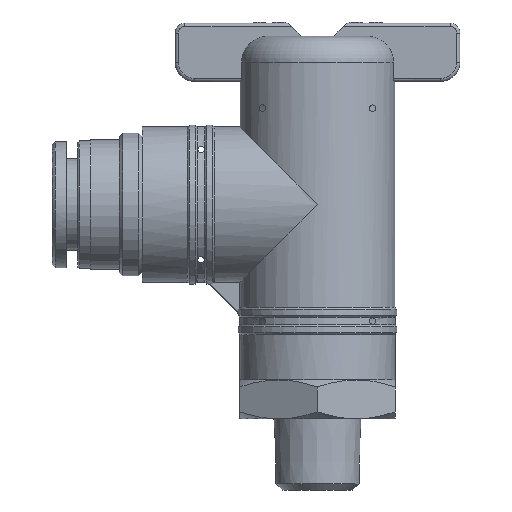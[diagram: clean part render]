
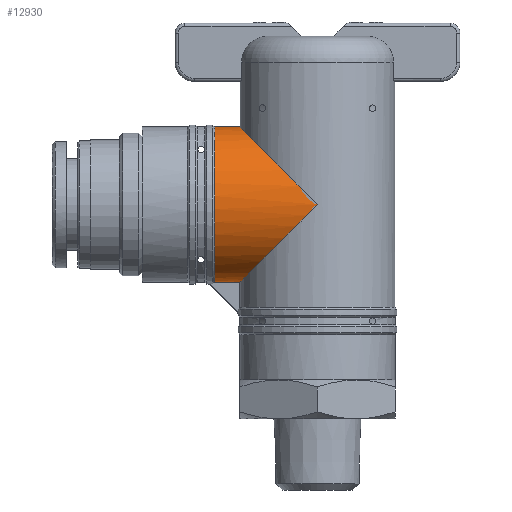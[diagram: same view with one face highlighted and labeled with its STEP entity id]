
A CAD part, left-side view. The second image highlights one B-rep face of the part: STEP entity #12930.
In plain terms, the highlighted cylindrical face has radius 12 mm (diameter 24 mm), a full revolution.
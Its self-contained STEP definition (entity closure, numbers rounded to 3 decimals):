
#129=CIRCLE('',#13017,12.);
#183=CIRCLE('',#13111,12.);
#186=CIRCLE('',#13120,12.);
#836=ELLIPSE('',#12962,16.971,12.);
#837=ELLIPSE('',#12963,16.971,12.);
#838=ELLIPSE('',#12964,16.971,12.);
#7584=ORIENTED_EDGE('',*,*,#7628,.T.);
#7585=ORIENTED_EDGE('',*,*,#7627,.T.);
#7586=ORIENTED_EDGE('',*,*,#7629,.T.);
#7587=ORIENTED_EDGE('',*,*,#7703,.T.);
#7588=ORIENTED_EDGE('',*,*,#7840,.T.);
#7589=ORIENTED_EDGE('',*,*,#7824,.T.);
#7627=EDGE_CURVE('',#9448,#9447,#836,.T.);
#7628=EDGE_CURVE('',#9449,#9448,#837,.T.);
#7629=EDGE_CURVE('',#9447,#9449,#838,.T.);
#7703=EDGE_CURVE('',#9500,#9499,#129,.T.);
#7824=EDGE_CURVE('',#9586,#9500,#183,.T.);
#7840=EDGE_CURVE('',#9499,#9586,#186,.T.);
#9447=VERTEX_POINT('',#17138);
#9448=VERTEX_POINT('',#17141);
#9449=VERTEX_POINT('',#17143);
#9499=VERTEX_POINT('',#17335);
#9500=VERTEX_POINT('',#17342);
#9586=VERTEX_POINT('',#17641);
#11422=EDGE_LOOP('',(#7584,#7585,#7586));
#11423=EDGE_LOOP('',(#7587,#7588,#7589));
#12172=FACE_BOUND('',#11422,.T.);
#12173=FACE_BOUND('',#11423,.T.);
#12260=CYLINDRICAL_SURFACE('',#13789,12.);
#12930=ADVANCED_FACE('',(#12172,#12173),#12260,.T.);
#12962=AXIS2_PLACEMENT_3D('',#17140,#13820,#13821);
#12963=AXIS2_PLACEMENT_3D('',#17142,#13822,#13823);
#12964=AXIS2_PLACEMENT_3D('',#17144,#13824,#13825);
#13017=AXIS2_PLACEMENT_3D('',#17345,#13954,#13955);
#13111=AXIS2_PLACEMENT_3D('',#17640,#14203,#14204);
#13120=AXIS2_PLACEMENT_3D('',#17677,#14230,#14231);
#13789=AXIS2_PLACEMENT_3D('',#21495,#17039,#17040);
#13820=DIRECTION('',(0.,0.707,0.707));
#13821=DIRECTION('',(0.,-0.707,0.707));
#13822=DIRECTION('',(0.,0.707,-0.707));
#13823=DIRECTION('',(0.,0.707,0.707));
#13824=DIRECTION('',(0.,0.707,0.707));
#13825=DIRECTION('',(0.,-0.707,0.707));
#13954=DIRECTION('',(0.,-1.,0.));
#13955=DIRECTION('',(1.,0.,0.));
#14203=DIRECTION('',(0.,-1.,0.));
#14204=DIRECTION('',(1.,0.,0.));
#14230=DIRECTION('',(0.,-1.,0.));
#14231=DIRECTION('',(1.,0.,0.));
#17039=DIRECTION('',(0.,1.,0.));
#17040=DIRECTION('',(1.,0.,0.));
#17138=CARTESIAN_POINT('',(155.882,12.,-40.255));
#17140=CARTESIAN_POINT('',(155.882,0.,-28.255));
#17141=CARTESIAN_POINT('',(167.882,0.,-28.255));
#17142=CARTESIAN_POINT('',(155.882,0.,-28.255));
#17143=CARTESIAN_POINT('',(143.882,0.,-28.255));
#17144=CARTESIAN_POINT('',(155.882,0.,-28.255));
#17335=CARTESIAN_POINT('',(163.82,15.9,-19.255));
#17342=CARTESIAN_POINT('',(163.82,15.9,-37.255));
#17345=CARTESIAN_POINT('',(155.882,15.9,-28.255));
#17640=CARTESIAN_POINT('',(155.882,15.9,-28.255));
#17641=CARTESIAN_POINT('',(155.882,15.9,-40.255));
#17677=CARTESIAN_POINT('',(155.882,15.9,-28.255));
#21495=CARTESIAN_POINT('',(155.882,0.,-28.255));
